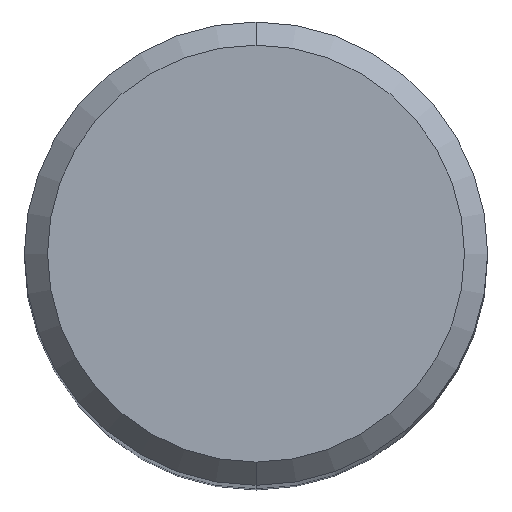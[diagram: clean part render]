
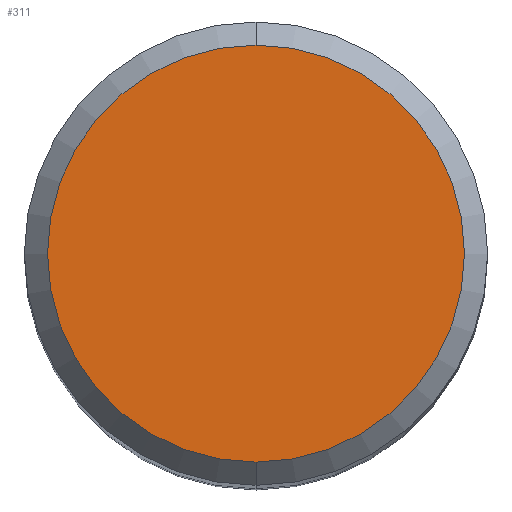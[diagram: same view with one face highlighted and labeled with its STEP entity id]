
A CAD part, top view. The second image highlights one B-rep face of the part: STEP entity #311.
In plain terms, the highlighted planar face has unit normal (0, 0, 1).
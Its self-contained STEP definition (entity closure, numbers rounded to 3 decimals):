
#235=EDGE_CURVE('',#419,#417,#531,.T.);
#311=ADVANCED_FACE('',(#616),#617,.T.);
#357=EDGE_CURVE('',#417,#419,#671,.T.);
#417=VERTEX_POINT('',#735);
#419=VERTEX_POINT('',#737);
#531=CIRCLE('',#957,4.5);
#616=FACE_OUTER_BOUND('',#1091,.T.);
#617=PLANE('',#1092);
#671=CIRCLE('',#1207,4.5);
#735=CARTESIAN_POINT('',(0.0,4.5,0.0));
#737=CARTESIAN_POINT('',(0.,-4.5,0.0));
#957=AXIS2_PLACEMENT_3D('',#1471,#1472,#1473);
#1091=EDGE_LOOP('',(#1580,#1581));
#1092=AXIS2_PLACEMENT_3D('',#1582,#1583,#1584);
#1207=AXIS2_PLACEMENT_3D('',#1673,#1674,#1675);
#1471=CARTESIAN_POINT('',(0.0,0.0,0.0));
#1472=DIRECTION('',(0.0,0.0,-1.0));
#1473=DIRECTION('',(0.0,1.0,0.0));
#1580=ORIENTED_EDGE('',*,*,#357,.F.);
#1581=ORIENTED_EDGE('',*,*,#235,.F.);
#1582=CARTESIAN_POINT('',(0.0,2.25,0.0));
#1583=DIRECTION('',(-0.0,0.0,1.0));
#1584=DIRECTION('',(0.0,-1.0,0.0));
#1673=CARTESIAN_POINT('',(0.0,0.0,0.0));
#1674=DIRECTION('',(0.0,0.0,-1.0));
#1675=DIRECTION('',(0.0,1.0,0.0));
